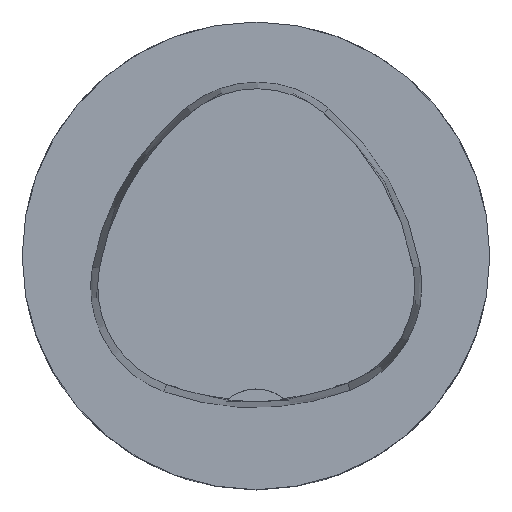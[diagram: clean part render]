
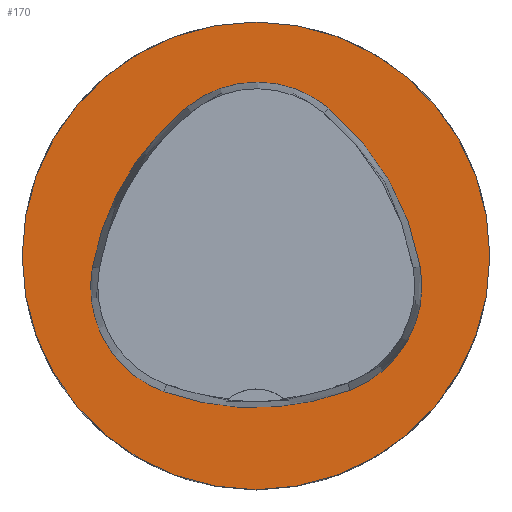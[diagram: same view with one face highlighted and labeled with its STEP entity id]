
A CAD part, top view. The second image highlights one B-rep face of the part: STEP entity #170.
In plain terms, the highlighted planar face has unit normal (0, 0, 1).
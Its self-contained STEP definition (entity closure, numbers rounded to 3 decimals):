
#46=PLANE('',#1330);
#170=ADVANCED_FACE('',(#494,#495),#46,.T.);
#494=FACE_BOUND('',#528,.T.);
#495=FACE_BOUND('',#529,.T.);
#528=EDGE_LOOP('',(#672,#673,#674,#675,#676,#677));
#529=EDGE_LOOP('',(#678));
#672=ORIENTED_EDGE('',*,*,#1106,.T.);
#673=ORIENTED_EDGE('',*,*,#1086,.T.);
#674=ORIENTED_EDGE('',*,*,#1090,.T.);
#675=ORIENTED_EDGE('',*,*,#1093,.T.);
#676=ORIENTED_EDGE('',*,*,#1096,.T.);
#677=ORIENTED_EDGE('',*,*,#1104,.T.);
#678=ORIENTED_EDGE('',*,*,#1077,.F.);
#963=VERTEX_POINT('',#1814);
#972=VERTEX_POINT('',#1833);
#973=VERTEX_POINT('',#1834);
#976=VERTEX_POINT('',#1842);
#978=VERTEX_POINT('',#1848);
#980=VERTEX_POINT('',#1854);
#987=VERTEX_POINT('',#1875);
#1077=EDGE_CURVE('',#963,#963,#1221,.T.);
#1086=EDGE_CURVE('',#972,#973,#1222,.T.);
#1090=EDGE_CURVE('',#973,#976,#1224,.T.);
#1093=EDGE_CURVE('',#976,#978,#1226,.T.);
#1096=EDGE_CURVE('',#978,#980,#1228,.T.);
#1104=EDGE_CURVE('',#980,#987,#1232,.T.);
#1106=EDGE_CURVE('',#987,#972,#1234,.T.);
#1221=CIRCLE('',#1302,31.5);
#1222=CIRCLE('',#1308,36.);
#1224=CIRCLE('',#1311,15.);
#1226=CIRCLE('',#1314,36.);
#1228=CIRCLE('',#1317,15.);
#1232=CIRCLE('',#1322,36.);
#1234=CIRCLE('',#1325,15.);
#1302=AXIS2_PLACEMENT_3D('',#1813,#1441,#1442);
#1308=AXIS2_PLACEMENT_3D('',#1832,#1457,#1458);
#1311=AXIS2_PLACEMENT_3D('',#1841,#1465,#1466);
#1314=AXIS2_PLACEMENT_3D('',#1847,#1472,#1473);
#1317=AXIS2_PLACEMENT_3D('',#1853,#1479,#1480);
#1322=AXIS2_PLACEMENT_3D('',#1876,#1491,#1492);
#1325=AXIS2_PLACEMENT_3D('',#1879,#1497,#1498);
#1330=AXIS2_PLACEMENT_3D('',#1884,#1507,#1508);
#1441=DIRECTION('',(0.,0.,-1.));
#1442=DIRECTION('',(-1.,0.,0.));
#1457=DIRECTION('',(0.,0.,-1.));
#1458=DIRECTION('',(-1.,0.,0.));
#1465=DIRECTION('',(0.,0.,-1.));
#1466=DIRECTION('',(-1.,0.,0.));
#1472=DIRECTION('',(0.,0.,-1.));
#1473=DIRECTION('',(-1.,0.,0.));
#1479=DIRECTION('',(0.,0.,-1.));
#1480=DIRECTION('',(-1.,0.,0.));
#1491=DIRECTION('',(0.,0.,-1.));
#1492=DIRECTION('',(-1.,0.,0.));
#1497=DIRECTION('',(0.,0.,-1.));
#1498=DIRECTION('',(-1.,0.,0.));
#1507=DIRECTION('',(0.,0.,1.));
#1508=DIRECTION('',(-1.,0.,0.));
#1813=CARTESIAN_POINT('',(0.,0.,0.));
#1814=CARTESIAN_POINT('',(-31.5,0.,0.));
#1832=CARTESIAN_POINT('',(13.398,-7.893,0.));
#1833=CARTESIAN_POINT('',(-22.041,-1.562,0.));
#1834=CARTESIAN_POINT('',(-9.317,20.036,0.));
#1841=CARTESIAN_POINT('',(0.148,8.399,0.));
#1842=CARTESIAN_POINT('',(9.779,19.898,0.));
#1847=CARTESIAN_POINT('',(-13.337,-7.7,0.));
#1848=CARTESIAN_POINT('',(22.122,-1.48,0.));
#1853=CARTESIAN_POINT('',(7.347,-4.071,0.));
#1854=CARTESIAN_POINT('',(12.693,-18.087,0.));
#1875=CARTESIAN_POINT('',(-12.373,-18.307,0.));
#1876=CARTESIAN_POINT('',(-0.137,15.55,0.));
#1879=CARTESIAN_POINT('',(-7.275,-4.2,0.));
#1884=CARTESIAN_POINT('',(0.,0.,0.));
